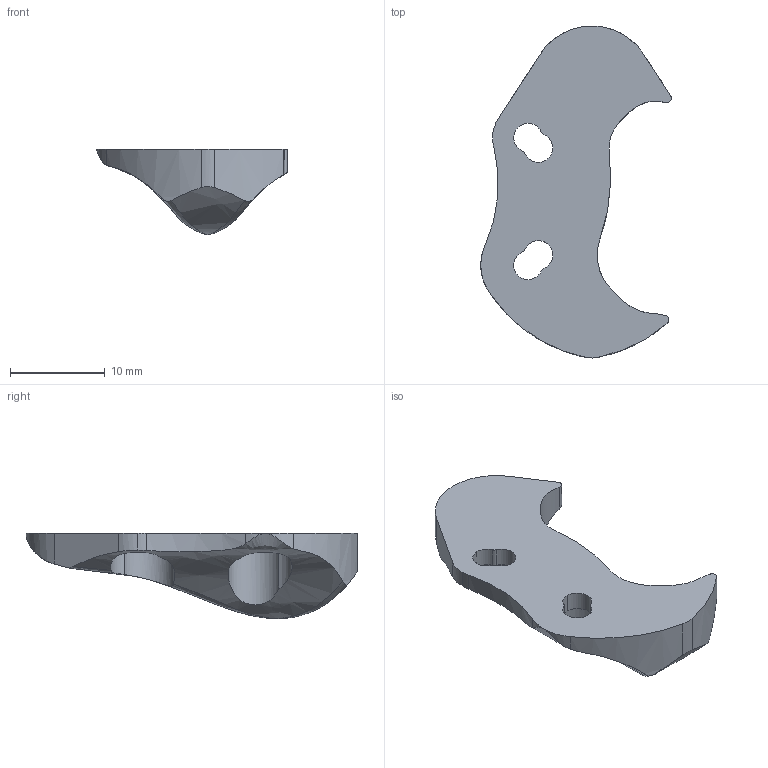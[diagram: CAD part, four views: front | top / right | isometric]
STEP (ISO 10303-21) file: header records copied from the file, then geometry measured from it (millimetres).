
FILE_DESCRIPTION (( 'STEP AP214' ), '1' );
FILE_NAME ('MirrorLR_Skid^Apex Dead Cat.STEP', '2023-08-24T05:13:34', ( '' ), ( '' ), 'SwSTEP 2.0', 'SolidWorks 2023', '' );
FILE_SCHEMA (( 'AUTOMOTIVE_DESIGN' ));
Length unit declared in the file: millimetre
Products named in the file (1): MirrorLR_Skid^Apex Dead Cat
Bounding box: 20.08 x 35 x 8.99 mm (x, y, z)
Volume: 1790.8 mm3; surface area: 1365.7 mm2
Topology: 1 solids, 1 shells, 54 faces, 148 edges, 93 vertices
Faces by surface type: cylinder 36, bspline 11, plane 7
Entity records: 2587 total; most frequent: CARTESIAN_POINT 1321, ORIENTED_EDGE 288, DIRECTION 220, EDGE_CURVE 144, VERTEX_POINT 93, AXIS2_PLACEMENT_3D 90, EDGE_LOOP 59, B_SPLINE_CURVE_WITH_KNOTS 58
